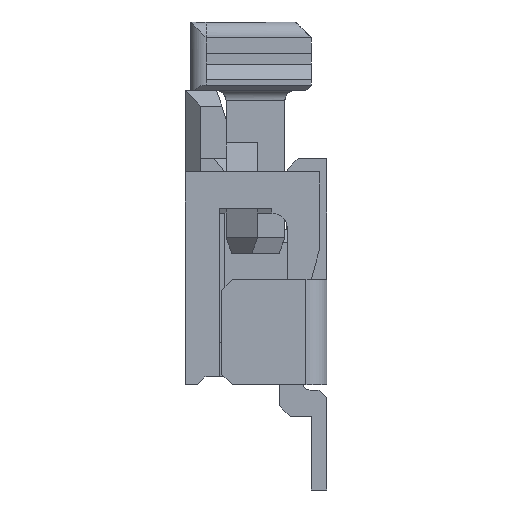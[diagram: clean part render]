
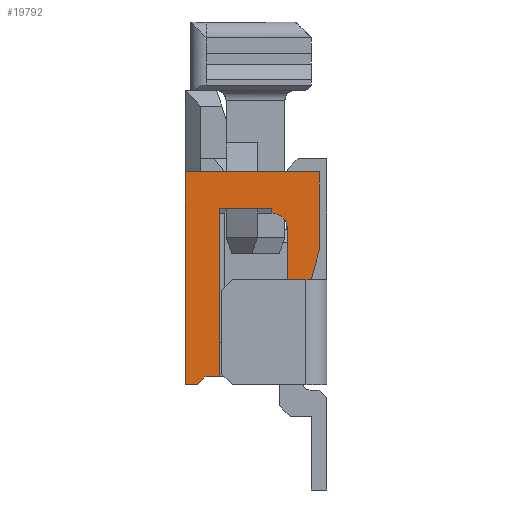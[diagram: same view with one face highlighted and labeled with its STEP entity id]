
A CAD part, left-side view. The second image highlights one B-rep face of the part: STEP entity #19792.
In plain terms, the highlighted planar face has unit normal (-1, 0, 0).
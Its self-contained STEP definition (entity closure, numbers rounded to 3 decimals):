
#1611=DIRECTION('',(0.,0.,1.));
#1612=VECTOR('',#1611,0.084);
#1613=CARTESIAN_POINT('',(-8.35,-0.3,0.466));
#1614=LINE('',#1613,#1612);
#4181=DIRECTION('',(0.,0.,1.));
#4182=VECTOR('',#4181,2.);
#4183=CARTESIAN_POINT('',(-8.35,-1.05,-2.8));
#4184=LINE('',#4183,#4182);
#4225=DIRECTION('',(0.,0.,1.));
#4226=VECTOR('',#4225,2.966);
#4227=CARTESIAN_POINT('',(-8.35,-0.6,-2.8));
#4228=LINE('',#4227,#4226);
#4229=DIRECTION('',(0.,1.,0.));
#4230=VECTOR('',#4229,1.);
#4231=CARTESIAN_POINT('',(-8.35,-0.3,0.55));
#4232=LINE('',#4231,#4230);
#4233=DIRECTION('',(0.,0.,1.));
#4234=VECTOR('',#4233,3.2);
#4235=CARTESIAN_POINT('',(-8.35,0.7,-2.65));
#4236=LINE('',#4235,#4234);
#4237=DIRECTION('',(0.,1.,0.));
#4238=VECTOR('',#4237,0.27);
#4239=CARTESIAN_POINT('',(-8.35,0.7,-2.65));
#4240=LINE('',#4239,#4238);
#4241=DIRECTION('',(0.,-0.707,0.707));
#4242=VECTOR('',#4241,0.212);
#4243=CARTESIAN_POINT('',(-8.35,1.12,-2.8));
#4244=LINE('',#4243,#4242);
#4245=DIRECTION('',(0.,1.,0.));
#4246=VECTOR('',#4245,0.23);
#4247=CARTESIAN_POINT('',(-8.35,1.12,-2.8));
#4248=LINE('',#4247,#4246);
#4249=DIRECTION('',(0.,0.,1.));
#4250=VECTOR('',#4249,4.05);
#4251=CARTESIAN_POINT('',(-8.35,1.35,-2.8));
#4252=LINE('',#4251,#4250);
#4253=DIRECTION('',(0.,0.,-1.));
#4254=VECTOR('',#4253,1.5);
#4255=CARTESIAN_POINT('',(-8.35,-1.2,1.25));
#4256=LINE('',#4255,#4254);
#4257=DIRECTION('',(0.,-0.263,0.965));
#4258=VECTOR('',#4257,0.57);
#4259=CARTESIAN_POINT('',(-8.35,-1.05,-0.8));
#4260=LINE('',#4259,#4258);
#4261=DIRECTION('',(0.,1.,0.));
#4262=VECTOR('',#4261,0.45);
#4263=CARTESIAN_POINT('',(-8.35,-1.05,-2.8));
#4264=LINE('',#4263,#4262);
#4265=CARTESIAN_POINT('',(-8.35,-0.3,0.166));
#4266=DIRECTION('',(1.,0.,0.));
#4267=DIRECTION('',(0.,0.,1.));
#4268=AXIS2_PLACEMENT_3D('',#4265,#4266,#4267);
#12418=DIRECTION('',(0.,1.,0.));
#12419=VECTOR('',#12418,2.55);
#12420=CARTESIAN_POINT('',(-8.35,-1.2,1.25));
#12421=LINE('',#12420,#12419);
#12779=CARTESIAN_POINT('',(-8.35,1.35,-2.8));
#12781=VERTEX_POINT('',#12779);
#12797=CARTESIAN_POINT('',(-8.35,1.35,1.25));
#12798=VERTEX_POINT('',#12797);
#12965=CARTESIAN_POINT('',(-8.35,-1.05,-2.8));
#12967=VERTEX_POINT('',#12965);
#12997=CARTESIAN_POINT('',(-8.35,-1.2,1.25));
#12999=VERTEX_POINT('',#12997);
#13005=CARTESIAN_POINT('',(-8.35,-1.05,-0.8));
#13006=CARTESIAN_POINT('',(-8.35,-1.2,-0.25));
#13007=VERTEX_POINT('',#13005);
#13008=VERTEX_POINT('',#13006);
#13347=CARTESIAN_POINT('',(-8.35,1.12,-2.8));
#13348=CARTESIAN_POINT('',(-8.35,0.97,-2.65));
#13349=VERTEX_POINT('',#13347);
#13350=VERTEX_POINT('',#13348);
#13381=CARTESIAN_POINT('',(-8.35,0.7,-2.65));
#13382=VERTEX_POINT('',#13381);
#13417=CARTESIAN_POINT('',(-8.35,-0.6,-2.8));
#13418=VERTEX_POINT('',#13417);
#13521=CARTESIAN_POINT('',(-8.35,0.7,0.55));
#13522=VERTEX_POINT('',#13521);
#13541=CARTESIAN_POINT('',(-8.35,-0.3,0.55));
#13542=VERTEX_POINT('',#13541);
#13548=CARTESIAN_POINT('',(-8.35,-0.6,0.166));
#13550=VERTEX_POINT('',#13548);
#13553=CARTESIAN_POINT('',(-8.35,-0.3,0.466));
#13554=VERTEX_POINT('',#13553);
#19762=CARTESIAN_POINT('',(-8.35,0.,0.));
#19763=DIRECTION('',(1.,0.,0.));
#19764=DIRECTION('',(0.,0.,-1.));
#19765=AXIS2_PLACEMENT_3D('',#19762,#19763,#19764);
#19766=PLANE('',#19765);
#19767=ORIENTED_EDGE('',*,*,#17134,.T.);
#19769=ORIENTED_EDGE('',*,*,#19768,.F.);
#19770=ORIENTED_EDGE('',*,*,#16888,.T.);
#19772=ORIENTED_EDGE('',*,*,#19771,.T.);
#19774=ORIENTED_EDGE('',*,*,#19773,.F.);
#19776=ORIENTED_EDGE('',*,*,#19775,.T.);
#19778=ORIENTED_EDGE('',*,*,#19777,.F.);
#19780=ORIENTED_EDGE('',*,*,#19779,.T.);
#19781=ORIENTED_EDGE('',*,*,#18755,.T.);
#19783=ORIENTED_EDGE('',*,*,#19782,.F.);
#19785=ORIENTED_EDGE('',*,*,#19784,.T.);
#19786=ORIENTED_EDGE('',*,*,#19752,.F.);
#19787=ORIENTED_EDGE('',*,*,#19712,.F.);
#19789=ORIENTED_EDGE('',*,*,#19788,.T.);
#19790=EDGE_LOOP('',(#19767,#19769,#19770,#19772,#19774,#19776,#19778,#19780,
#19781,#19783,#19785,#19786,#19787,#19789));
#19791=FACE_OUTER_BOUND('',#19790,.F.);
#19792=ADVANCED_FACE('',(#19791),#19766,.F.);
#4269=CIRCLE('',#4268,0.3);
#16888=EDGE_CURVE('',#13554,#13542,#1614,.T.);
#17134=EDGE_CURVE('',#13418,#13550,#4228,.T.);
#18755=EDGE_CURVE('',#12781,#12798,#4252,.T.);
#19712=EDGE_CURVE('',#12967,#13007,#4184,.T.);
#19752=EDGE_CURVE('',#13007,#13008,#4260,.T.);
#19768=EDGE_CURVE('',#13554,#13550,#4269,.T.);
#19771=EDGE_CURVE('',#13542,#13522,#4232,.T.);
#19773=EDGE_CURVE('',#13382,#13522,#4236,.T.);
#19775=EDGE_CURVE('',#13382,#13350,#4240,.T.);
#19777=EDGE_CURVE('',#13349,#13350,#4244,.T.);
#19779=EDGE_CURVE('',#13349,#12781,#4248,.T.);
#19782=EDGE_CURVE('',#12999,#12798,#12421,.T.);
#19784=EDGE_CURVE('',#12999,#13008,#4256,.T.);
#19788=EDGE_CURVE('',#12967,#13418,#4264,.T.);
